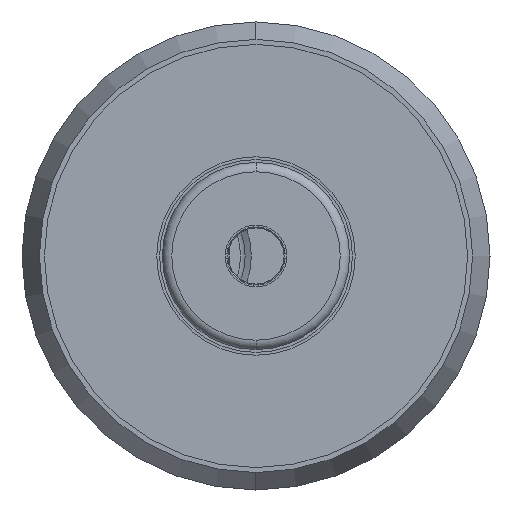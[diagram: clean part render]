
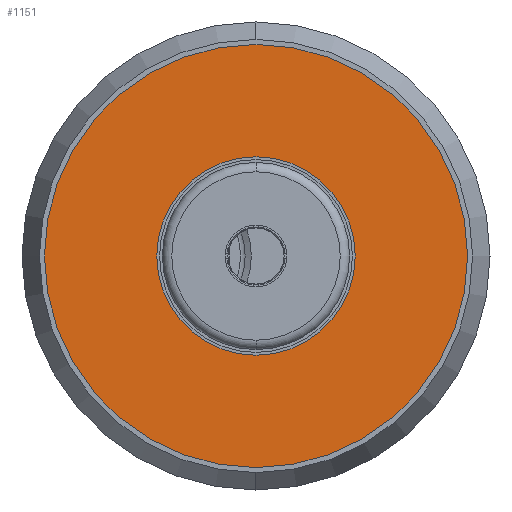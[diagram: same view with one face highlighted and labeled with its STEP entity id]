
A CAD part, left-side view. The second image highlights one B-rep face of the part: STEP entity #1151.
In plain terms, the highlighted planar face has unit normal (-1, 0, 0).
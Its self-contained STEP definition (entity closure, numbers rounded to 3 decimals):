
#1017 = ORIENTED_EDGE ( 'NONE', *, *, #1197, .F. ) ;
#1023 = VERTEX_POINT ( 'NONE', #3100 ) ;
#1024 = VERTEX_POINT ( 'NONE', #3130 ) ;
#1025 = EDGE_CURVE ( 'NONE', #1023, #1024, #3134, .T. ) ;
#1125 = EDGE_CURVE ( 'NONE', #1162, #1191, #3483, .T. ) ;
#1130 = ORIENTED_EDGE ( 'NONE', *, *, #1125, .T. ) ;
#1151 = ADVANCED_FACE ( 'NONE', ( #3471, #3343 ), #3448, .T. ) ;
#1152 = EDGE_LOOP ( 'NONE', ( #1196, #1130 ) ) ;
#1155 = ORIENTED_EDGE ( 'NONE', *, *, #1025, .F. ) ;
#1162 = VERTEX_POINT ( 'NONE', #3304 ) ;
#1180 = EDGE_LOOP ( 'NONE', ( #1155, #1017 ) ) ;
#1186 = EDGE_CURVE ( 'NONE', #1191, #1162, #3389, .T. ) ;
#1191 = VERTEX_POINT ( 'NONE', #3383 ) ;
#1196 = ORIENTED_EDGE ( 'NONE', *, *, #1186, .T. ) ;
#1197 = EDGE_CURVE ( 'NONE', #1024, #1023, #3464, .T. ) ;
#3076 = DIRECTION ( 'NONE',  ( -1., 0., 0. ) ) ;
#3077 = CARTESIAN_POINT ( 'NONE',  ( -75.625, 9.419, 36.476 ) ) ;
#3078 = AXIS2_PLACEMENT_3D ( 'NONE', #3077, #3076, #3124 ) ;
#3100 = CARTESIAN_POINT ( 'NONE',  ( -75.625, 14.719, 36.476 ) ) ;
#3124 = DIRECTION ( 'NONE',  ( 0., -1., 0. ) ) ;
#3130 = CARTESIAN_POINT ( 'NONE',  ( -75.625, 4.119, 36.476 ) ) ;
#3134 = CIRCLE ( 'NONE', #3078, 5.3 ) ;
#3304 = CARTESIAN_POINT ( 'NONE',  ( -75.625, -1.881, 36.476 ) ) ;
#3307 = DIRECTION ( 'NONE',  ( -1., 0., 0. ) ) ;
#3340 = CARTESIAN_POINT ( 'NONE',  ( -75.625, 9.419, 36.476 ) ) ;
#3343 = FACE_BOUND ( 'NONE', #1180, .T. ) ;
#3374 = CARTESIAN_POINT ( 'NONE',  ( -75.625, 9.419, 36.476 ) ) ;
#3383 = CARTESIAN_POINT ( 'NONE',  ( -75.625, 20.719, 36.476 ) ) ;
#3385 = DIRECTION ( 'NONE',  ( 0., -1., 0. ) ) ;
#3386 = DIRECTION ( 'NONE',  ( -1., 0., 0. ) ) ;
#3387 = CARTESIAN_POINT ( 'NONE',  ( -75.625, 9.419, 36.476 ) ) ;
#3388 = AXIS2_PLACEMENT_3D ( 'NONE', #3387, #3386, #3385 ) ;
#3389 = CIRCLE ( 'NONE', #3388, 11.3 ) ;
#3443 = DIRECTION ( 'NONE',  ( 0., -1., 0. ) ) ;
#3446 = DIRECTION ( 'NONE',  ( 0., -1., 0. ) ) ;
#3447 = DIRECTION ( 'NONE',  ( -1., 0., 0. ) ) ;
#3448 = PLANE ( 'NONE',  #3476 ) ;
#3452 = DIRECTION ( 'NONE',  ( 0., -1., 0. ) ) ;
#3453 = DIRECTION ( 'NONE',  ( -1., 0., 0. ) ) ;
#3454 = AXIS2_PLACEMENT_3D ( 'NONE', #3460, #3453, #3452 ) ;
#3460 = CARTESIAN_POINT ( 'NONE',  ( -75.625, 9.419, 36.476 ) ) ;
#3464 = CIRCLE ( 'NONE', #3454, 5.3 ) ;
#3471 = FACE_OUTER_BOUND ( 'NONE', #1152, .T. ) ;
#3476 = AXIS2_PLACEMENT_3D ( 'NONE', #3340, #3307, #3443 ) ;
#3477 = AXIS2_PLACEMENT_3D ( 'NONE', #3374, #3447, #3446 ) ;
#3483 = CIRCLE ( 'NONE', #3477, 11.3 ) ;
